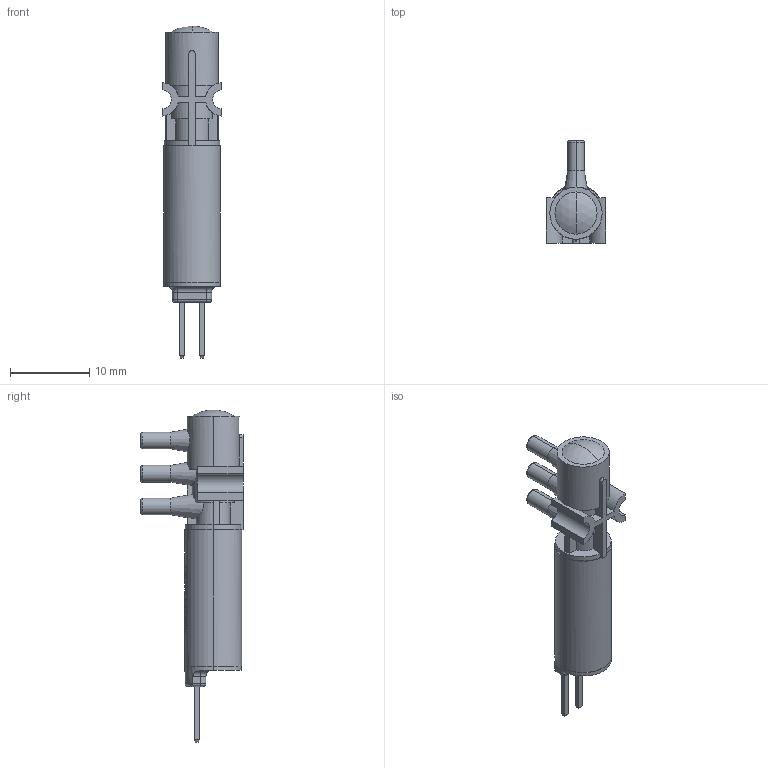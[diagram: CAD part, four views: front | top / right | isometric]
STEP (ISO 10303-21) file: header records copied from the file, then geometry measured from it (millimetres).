
FILE_DESCRIPTION (( 'STEP AP214' ), '1' );
FILE_NAME ('Lee-LHD_Series-3-Port_Ported-CAD_Model A2.step', '2021-03-05T15:43:30', ( '' ), ( '' ), 'SwSTEP 2.0', 'SolidWorks 2019', '' );
FILE_SCHEMA (( 'AUTOMOTIVE_DESIGN' ));
Length unit declared in the file: inch
Products named in the file (1): Lee-LHD_Series-3-Port_Ported-CAD_Model A2
Bounding box: 7.47 x 12.93 x 41.96 mm (x, y, z)
Volume: 1256.6 mm3; surface area: 1195.2 mm2
Topology: 1 solids, 1 shells, 621 faces, 1645 edges, 1085 vertices
Faces by surface type: bspline 270, plane 227, cylinder 105, torus 11, cone 6, sphere 2
Entity records: 38551 total; most frequent: CARTESIAN_POINT 17858, ORIENTED_EDGE 3290, DIRECTION 1732, EDGE_CURVE 1645, VERTEX_POINT 1085, B_SPLINE_CURVE_WITH_KNOTS 900, EDGE_LOOP 680, AXIS2_PLACEMENT_3D 635
